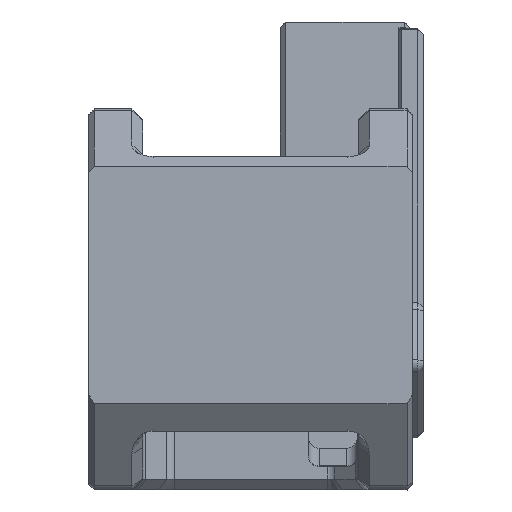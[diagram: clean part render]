
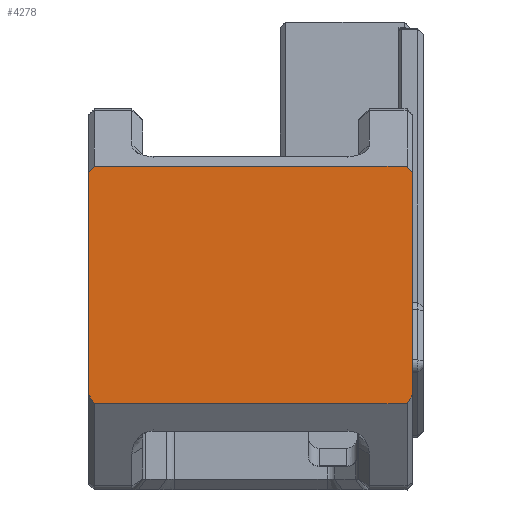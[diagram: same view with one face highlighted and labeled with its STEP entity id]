
A CAD part, front view. The second image highlights one B-rep face of the part: STEP entity #4278.
In plain terms, the highlighted planar face has unit normal (0, -1, 0).
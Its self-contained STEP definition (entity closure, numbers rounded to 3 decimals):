
#297=PLANE('',#4645);
#524=FACE_OUTER_BOUND('',#784,.T.);
#784=EDGE_LOOP('',(#3821,#3822,#3823,#3824,#3825,#3826,#3827,#3828));
#1292=LINE('',#7340,#1723);
#1308=LINE('',#7423,#1739);
#1311=LINE('',#7436,#1742);
#1312=LINE('',#7438,#1743);
#1313=LINE('',#7440,#1744);
#1314=LINE('',#7442,#1745);
#1315=LINE('',#7444,#1746);
#1316=LINE('',#7445,#1747);
#1723=VECTOR('',#5632,10.);
#1739=VECTOR('',#5670,10.);
#1742=VECTOR('',#5677,10.);
#1743=VECTOR('',#5678,10.);
#1744=VECTOR('',#5679,10.);
#1745=VECTOR('',#5680,10.);
#1746=VECTOR('',#5681,10.);
#1747=VECTOR('',#5682,10.);
#2128=VERTEX_POINT('',#7338);
#2129=VERTEX_POINT('',#7339);
#2145=VERTEX_POINT('',#7422);
#2149=VERTEX_POINT('',#7435);
#2150=VERTEX_POINT('',#7437);
#2151=VERTEX_POINT('',#7439);
#2152=VERTEX_POINT('',#7441);
#2153=VERTEX_POINT('',#7443);
#2697=EDGE_CURVE('',#2128,#2129,#1292,.T.);
#2723=EDGE_CURVE('',#2129,#2145,#1308,.T.);
#2728=EDGE_CURVE('',#2128,#2149,#1311,.T.);
#2729=EDGE_CURVE('',#2150,#2149,#1312,.T.);
#2730=EDGE_CURVE('',#2150,#2151,#1313,.T.);
#2731=EDGE_CURVE('',#2152,#2151,#1314,.T.);
#2732=EDGE_CURVE('',#2153,#2152,#1315,.T.);
#2733=EDGE_CURVE('',#2145,#2153,#1316,.T.);
#3821=ORIENTED_EDGE('',*,*,#2697,.F.);
#3822=ORIENTED_EDGE('',*,*,#2728,.T.);
#3823=ORIENTED_EDGE('',*,*,#2729,.F.);
#3824=ORIENTED_EDGE('',*,*,#2730,.T.);
#3825=ORIENTED_EDGE('',*,*,#2731,.F.);
#3826=ORIENTED_EDGE('',*,*,#2732,.F.);
#3827=ORIENTED_EDGE('',*,*,#2733,.F.);
#3828=ORIENTED_EDGE('',*,*,#2723,.F.);
#4278=ADVANCED_FACE('',(#524),#297,.T.);
#4645=AXIS2_PLACEMENT_3D('',#7434,#5675,#5676);
#5632=DIRECTION('',(-0.514,0.,0.857));
#5670=DIRECTION('',(0.,0.,1.));
#5675=DIRECTION('center_axis',(0.,-1.,0.));
#5676=DIRECTION('ref_axis',(0.,0.,-1.));
#5677=DIRECTION('',(1.,0.,0.));
#5678=DIRECTION('',(-0.514,0.,-0.857));
#5679=DIRECTION('',(0.,0.,1.));
#5680=DIRECTION('',(0.657,0.,-0.754));
#5681=DIRECTION('',(1.,0.,0.));
#5682=DIRECTION('',(0.657,0.,0.754));
#7338=CARTESIAN_POINT('',(-51.,-131.881,-18.43));
#7339=CARTESIAN_POINT('',(-52.,-131.881,-16.763));
#7340=CARTESIAN_POINT('',(-43.807,-131.881,-30.418));
#7422=CARTESIAN_POINT('',(-52.,-131.881,24.423));
#7423=CARTESIAN_POINT('',(-52.,-131.881,-34.43));
#7434=CARTESIAN_POINT('Origin',(-4.25,-131.881,-18.467));
#7435=CARTESIAN_POINT('',(7.,-131.881,-18.43));
#7436=CARTESIAN_POINT('',(1.875,-131.881,-18.43));
#7437=CARTESIAN_POINT('',(8.,-131.881,-16.763));
#7438=CARTESIAN_POINT('',(-2.112,-131.881,-33.616));
#7439=CARTESIAN_POINT('',(8.,-131.881,24.423));
#7440=CARTESIAN_POINT('',(8.,-131.881,-34.43));
#7441=CARTESIAN_POINT('',(7.,-131.881,25.57));
#7442=CARTESIAN_POINT('',(9.475,-131.881,22.731));
#7443=CARTESIAN_POINT('',(-51.,-131.881,25.57));
#7444=CARTESIAN_POINT('',(-52.,-131.881,25.57));
#7445=CARTESIAN_POINT('',(-52.417,-131.881,23.945));
